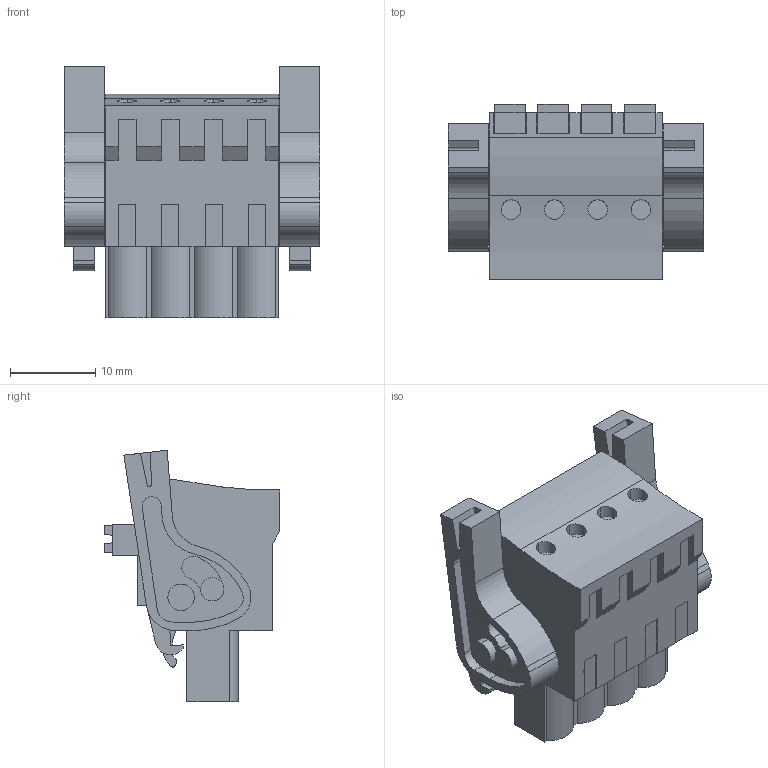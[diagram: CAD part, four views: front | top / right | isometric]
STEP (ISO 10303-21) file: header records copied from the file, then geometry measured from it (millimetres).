
FILE_DESCRIPTION(('CATIA V5 STEP Exchange','CAx-IF Rec.Pracs.--- Model Styling and Organization---1.4--- 2014-01-23'),'2;1');
FILE_NAME ('D1446330_0_1002300000_1002300000.stp','2017-09-09T07:27:20+00:00',('none'),('Weidmueller'),'CATIA Version 5-6 Release 2016','CATIA V5 STEP AP214','none');
FILE_SCHEMA(('AUTOMOTIVE_DESIGN { 1 0 10303 214 1 1 1 1 }'));
Length unit declared in the file: millimetre
Products named in the file (1): 1002300000
Bounding box: 30.02 x 20.64 x 29.52 mm (x, y, z)
Volume: 7374.7 mm3; surface area: 4882.5 mm2
Topology: 7 solids, 7 shells, 409 faces, 1140 edges, 771 vertices
Faces by surface type: plane 293, cylinder 106, extrusion 10
Entity records: 12413 total; most frequent: CARTESIAN_POINT 2480, ORIENTED_EDGE 2280, DIRECTION 1617, EDGE_CURVE 1140, VECTOR 895, LINE 885, VERTEX_POINT 771, AXIS2_PLACEMENT_3D 468
